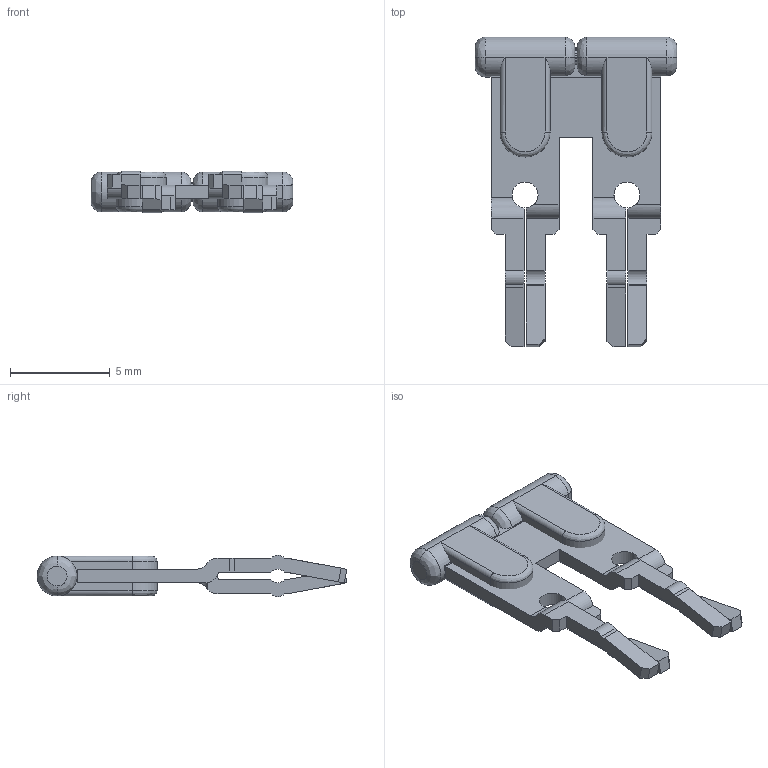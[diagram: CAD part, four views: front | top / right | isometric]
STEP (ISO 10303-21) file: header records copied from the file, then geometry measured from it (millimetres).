
FILE_DESCRIPTION (( 'STEP AP214' ), '1' );
FILE_NAME ('43531_02_BLS_DN-2JL14B-A.STEP', '2014-05-29T13:07:18', ( '' ), ( '' ), 'SwSTEP 2.0', 'SolidWorks 2013', '' );
FILE_SCHEMA (( 'AUTOMOTIVE_DESIGN' ));
Length unit declared in the file: millimetre
Products named in the file (1): 43531_02_BLS_DN-2JL14B-A
Bounding box: 10.1 x 15.5 x 2.07 mm (x, y, z)
Volume: 122.8 mm3; surface area: 364 mm2
Topology: 2 solids, 2 shells, 147 faces, 398 edges, 255 vertices
Faces by surface type: plane 79, cylinder 52, bspline 16
Entity records: 5490 total; most frequent: CARTESIAN_POINT 1257, ORIENTED_EDGE 796, DIRECTION 734, EDGE_CURVE 398, LINE 258, VECTOR 258, VERTEX_POINT 255, AXIS2_PLACEMENT_3D 238
